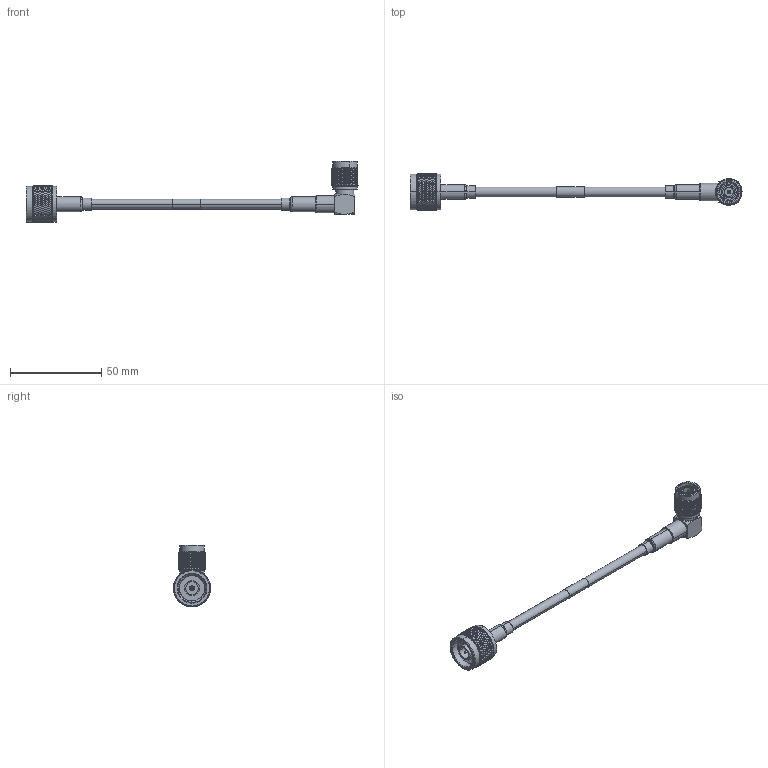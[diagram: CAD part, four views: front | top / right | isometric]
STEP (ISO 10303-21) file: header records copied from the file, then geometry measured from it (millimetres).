
FILE_DESCRIPTION (( 'STEP AP203' ), '1' );
FILE_NAME ('FMCA2757.STEP', '2022-03-09T19:33:04', ( '' ), ( '' ), 'SwSTEP 2.0', 'SolidWorks 2021', '' );
FILE_SCHEMA (( 'CONFIG_CONTROL_DESIGN' ));
Length unit declared in the file: millimetre
Products named in the file (5): SC4263_SC 4263 -RG223; SC4264_1; FMCA2757; RG223_with label; CA-240-MA1_.75" Long
Assembly tree (5 placements, depth 2):
  FMCA2757
    RG223_with label
    SC4263_SC 4263 -RG223
    CA-240-MA1_.75" Long  x2
    SC4264_1
Bounding box: 182.31 x 20.32 x 33.76 mm (x, y, z)
Volume: 11273.4 mm3; surface area: 11835.2 mm2
Topology: 8 solids, 8 shells, 5004 faces, 10603 edges, 5631 vertices
Faces by surface type: bspline 3800, cylinder 1066, plane 61, cone 59, torus 18
Entity records: 192516 total; most frequent: CARTESIAN_POINT 127960, ORIENTED_EDGE 21118, EDGE_CURVE 10559, VERTEX_POINT 5607, EDGE_LOOP 5006, ADVANCED_FACE 4982, FACE_OUTER_BOUND 4982, B_SPLINE_CURVE_WITH_KNOTS 4313
